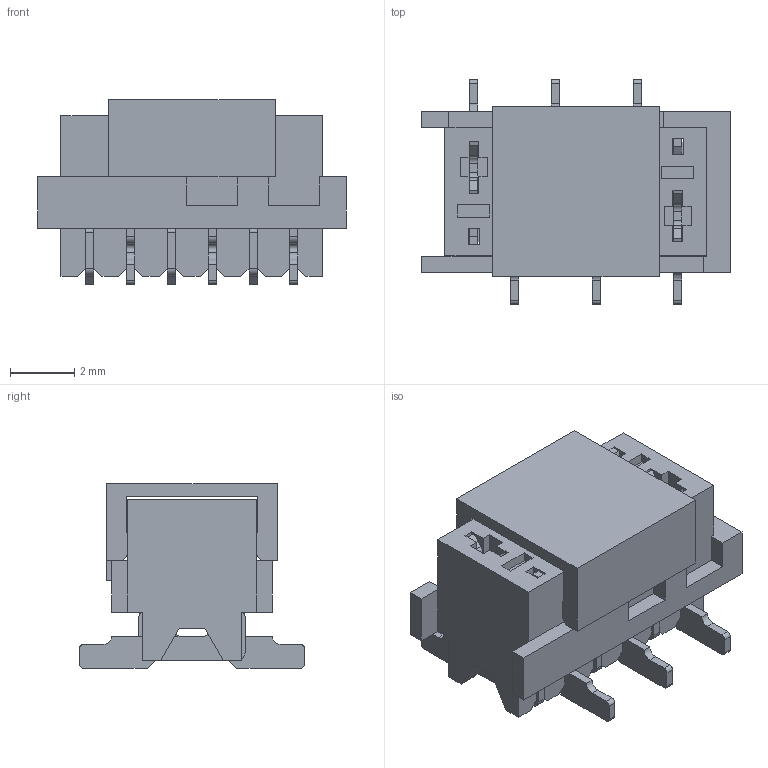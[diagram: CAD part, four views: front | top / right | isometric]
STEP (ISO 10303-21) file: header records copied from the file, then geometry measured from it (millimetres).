
FILE_DESCRIPTION( ( 'Unknown' ), '1' );
FILE_NAME( '690367280676.stp', 'Unknown', ( 'Unknown' ), ( 'Unknown' ), 'PSStep 18.0.17', 'Unknown', ' ' );
FILE_SCHEMA( ( 'AUTOMOTIVE_DESIGN { 1 0 10303 214 1 1 1 1 }' ) );
Length unit declared in the file: millimetre
Products named in the file (4): Assem1; 69036728xx76_CAP; 69036728xx76_PIN; 690367280676
Assembly tree (8 placements, depth 2):
  Assem1
    69036728xx76_CAP
    69036728xx76_PIN  x6
    690367280676
Bounding box: 9.62 x 7 x 5.75 mm (x, y, z)
Volume: 171.5 mm3; surface area: 701.1 mm2
Topology: 8 solids, 8 shells, 553 faces, 1578 edges, 1035 vertices
Faces by surface type: plane 445, cylinder 108
Entity records: 13597 total; most frequent: CARTESIAN_POINT 1935, ORIENTED_EDGE 1926, DIRECTION 1693, EDGE_CURVE 963, LINE 927, VECTOR 927, VERTEX_POINT 625, AXIS2_PLACEMENT_3D 383
